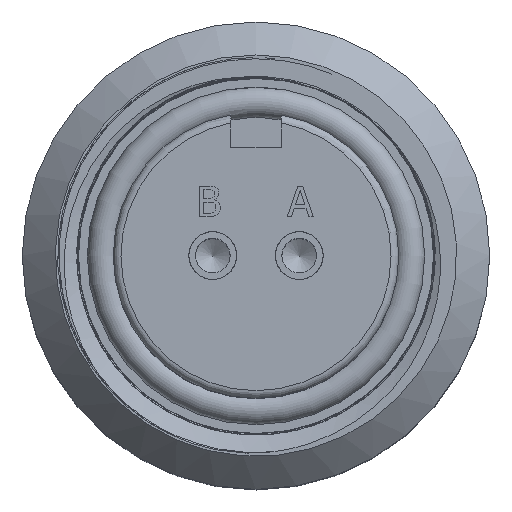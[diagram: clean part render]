
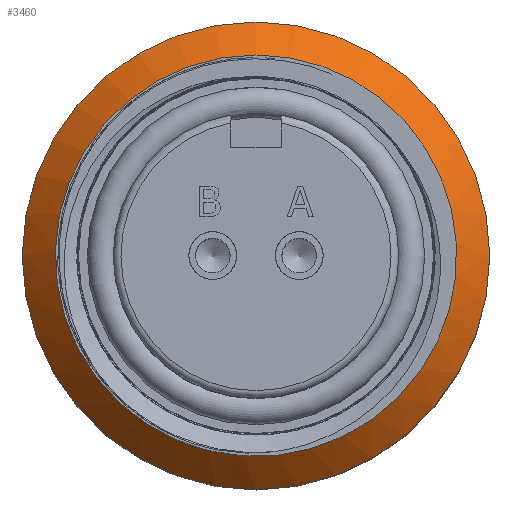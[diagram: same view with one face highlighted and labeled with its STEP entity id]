
A CAD part, top view. The second image highlights one B-rep face of the part: STEP entity #3460.
In plain terms, the highlighted conical face has half-angle 45 degrees and reference radius 7.112 mm.
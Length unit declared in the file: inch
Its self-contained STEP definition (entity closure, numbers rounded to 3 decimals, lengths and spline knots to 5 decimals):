
#283=CONICAL_SURFACE('',#3757,0.28,45.);
#457=FACE_BOUND('',#1005,.T.);
#710=FACE_OUTER_BOUND('',#1004,.T.);
#1004=EDGE_LOOP('',(#2576));
#1005=EDGE_LOOP('',(#2577));
#1394=CIRCLE('',#3673,0.30279);
#1420=CIRCLE('',#3758,0.26);
#1614=VERTEX_POINT('',#5204);
#1722=VERTEX_POINT('',#5776);
#1924=EDGE_CURVE('',#1614,#1614,#1394,.T.);
#2073=EDGE_CURVE('',#1722,#1722,#1420,.T.);
#2576=ORIENTED_EDGE('',*,*,#1924,.F.);
#2577=ORIENTED_EDGE('',*,*,#2073,.T.);
#3460=ADVANCED_FACE('',(#710,#457),#283,.T.);
#3673=AXIS2_PLACEMENT_3D('',#5205,#4156,#4157);
#3757=AXIS2_PLACEMENT_3D('',#5775,#4411,#4412);
#3758=AXIS2_PLACEMENT_3D('',#5777,#4413,#4414);
#4156=DIRECTION('center_axis',(0.,0.,-1.));
#4157=DIRECTION('ref_axis',(1.,0.,0.));
#4411=DIRECTION('center_axis',(0.,0.,
-1.));
#4412=DIRECTION('ref_axis',(-0.905,0.425,0.));
#4413=DIRECTION('center_axis',(0.,0.,
-1.));
#4414=DIRECTION('ref_axis',(-0.905,0.425,0.));
#5204=CARTESIAN_POINT('',(0.,0.30279,-0.11379));
#5205=CARTESIAN_POINT('Origin',(0.,0.,-0.11379));
#5775=CARTESIAN_POINT('Origin',(0.,0.,
-0.091));
#5776=CARTESIAN_POINT('',(0.2353,-0.11061,-0.071));
#5777=CARTESIAN_POINT('Origin',(0.,0.,
-0.071));
